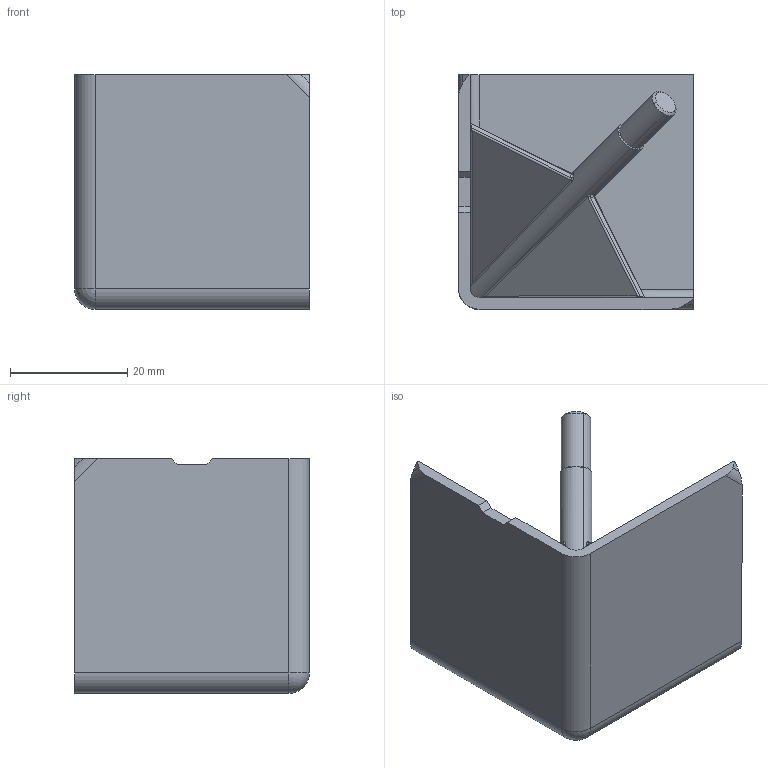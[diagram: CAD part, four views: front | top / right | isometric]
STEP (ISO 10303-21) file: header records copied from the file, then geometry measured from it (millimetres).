
FILE_DESCRIPTION (( 'STEP AP214' ), '1' );
FILE_NAME ('093wea402a.STEP', '2014-08-21T06:06:01', ( '' ), ( '' ), 'SwSTEP 2.0', 'SolidWorks 2014', '' );
FILE_SCHEMA (( 'AUTOMOTIVE_DESIGN' ));
Length unit declared in the file: millimetre
Products named in the file (1): 093wea402a
Bounding box: 40 x 40 x 40 mm (x, y, z)
Volume: 11875.6 mm3; surface area: 11792.1 mm2
Topology: 1 solids, 1 shells, 80 faces, 208 edges, 129 vertices
Faces by surface type: cylinder 28, plane 26, bspline 18, cone 4, torus 3, sphere 1
Entity records: 2745 total; most frequent: CARTESIAN_POINT 960, ORIENTED_EDGE 414, DIRECTION 321, EDGE_CURVE 207, VERTEX_POINT 129, AXIS2_PLACEMENT_3D 116, LINE 89, VECTOR 89
